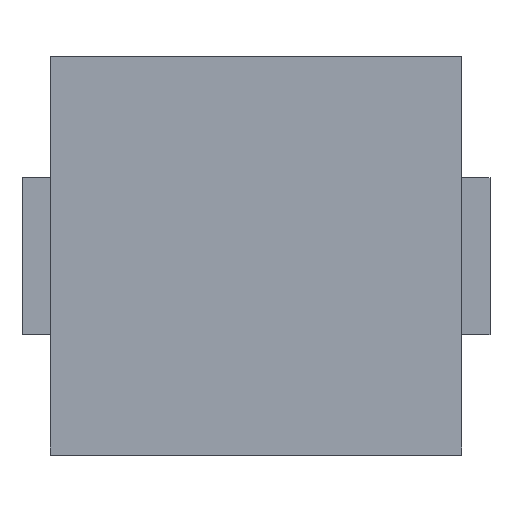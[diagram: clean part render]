
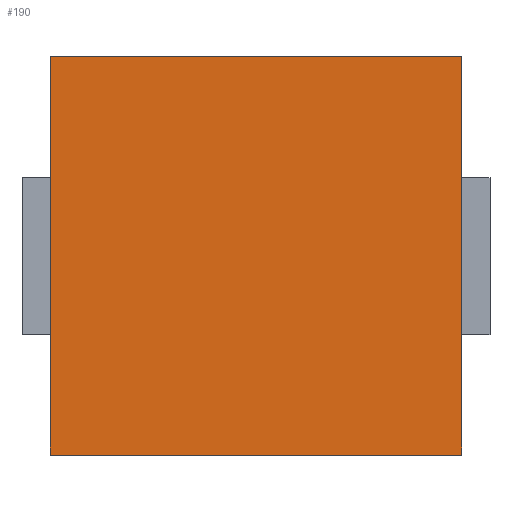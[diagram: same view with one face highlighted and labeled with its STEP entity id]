
A CAD part, top view. The second image highlights one B-rep face of the part: STEP entity #190.
In plain terms, the highlighted planar face has unit normal (0, 0, 1).
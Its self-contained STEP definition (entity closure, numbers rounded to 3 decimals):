
#190=ADVANCED_FACE('',(#244),#218,.T.);
#218=PLANE('',#711);
#244=FACE_OUTER_BOUND('',#274,.T.);
#274=EDGE_LOOP('',(#404,#405,#406,#407));
#404=ORIENTED_EDGE('',*,*,#477,.T.);
#405=ORIENTED_EDGE('',*,*,#539,.F.);
#406=ORIENTED_EDGE('',*,*,#537,.F.);
#407=ORIENTED_EDGE('',*,*,#470,.T.);
#422=VERTEX_POINT('',#847);
#423=VERTEX_POINT('',#848);
#429=VERTEX_POINT('',#861);
#469=VERTEX_POINT('',#983);
#470=EDGE_CURVE('',#422,#423,#542,.T.);
#477=EDGE_CURVE('',#423,#429,#549,.T.);
#537=EDGE_CURVE('',#422,#469,#609,.T.);
#539=EDGE_CURVE('',#469,#429,#611,.T.);
#542=LINE('',#846,#614);
#549=LINE('',#862,#621);
#609=LINE('',#982,#681);
#611=LINE('',#986,#683);
#614=VECTOR('',#717,1.);
#621=VECTOR('',#726,1.);
#681=VECTOR('',#828,1.);
#683=VECTOR('',#832,1.);
#711=AXIS2_PLACEMENT_3D('',#988,#835,#836);
#717=DIRECTION('',(1.,0.,0.));
#726=DIRECTION('',(0.,1.,0.));
#828=DIRECTION('',(0.,1.,0.));
#832=DIRECTION('',(1.,0.,0.));
#835=DIRECTION('',(0.,0.,1.));
#836=DIRECTION('',(-1.,0.,0.));
#846=CARTESIAN_POINT('',(-5.245,-5.08,3.376));
#847=CARTESIAN_POINT('',(-5.245,-5.08,3.376));
#848=CARTESIAN_POINT('',(5.245,-5.08,3.376));
#861=CARTESIAN_POINT('',(5.245,5.08,3.376));
#862=CARTESIAN_POINT('',(5.245,-5.08,3.376));
#982=CARTESIAN_POINT('',(-5.245,-5.08,3.376));
#983=CARTESIAN_POINT('',(-5.245,5.08,3.376));
#986=CARTESIAN_POINT('',(-5.245,5.08,3.376));
#988=CARTESIAN_POINT('',(-5.245,-5.08,3.376));
